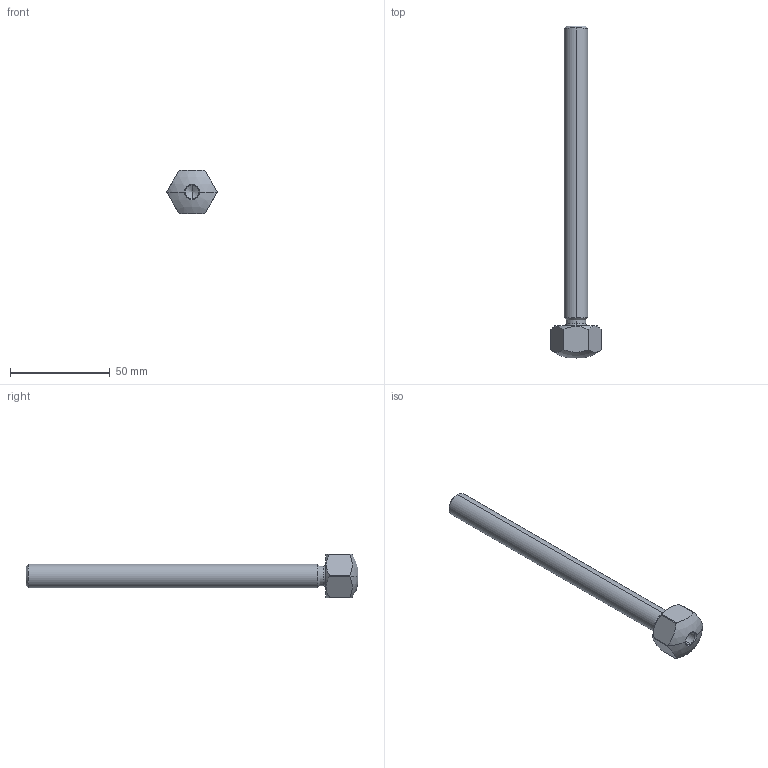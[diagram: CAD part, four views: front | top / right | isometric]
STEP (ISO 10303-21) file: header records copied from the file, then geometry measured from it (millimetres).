
FILE_DESCRIPTION (( 'STEP AP214' ), '1' );
FILE_NAME ('098am12150m.STEP', '2014-08-12T09:42:46', ( '' ), ( '' ), 'SwSTEP 2.0', 'SolidWorks 2014', '' );
FILE_SCHEMA (( 'AUTOMOTIVE_DESIGN' ));
Length unit declared in the file: millimetre
Products named in the file (1): 098am12150m
Bounding box: 25.2 x 166 x 22 mm (x, y, z)
Volume: 22447.5 mm3; surface area: 7706.8 mm2
Topology: 1 solids, 1 shells, 34 faces, 84 edges, 51 vertices
Faces by surface type: cylinder 12, cone 10, plane 8, torus 2, sphere 2
Entity records: 1110 total; most frequent: CARTESIAN_POINT 256, DIRECTION 190, ORIENTED_EDGE 164, EDGE_CURVE 82, AXIS2_PLACEMENT_3D 81, VERTEX_POINT 51, CIRCLE 46, EDGE_LOOP 35
